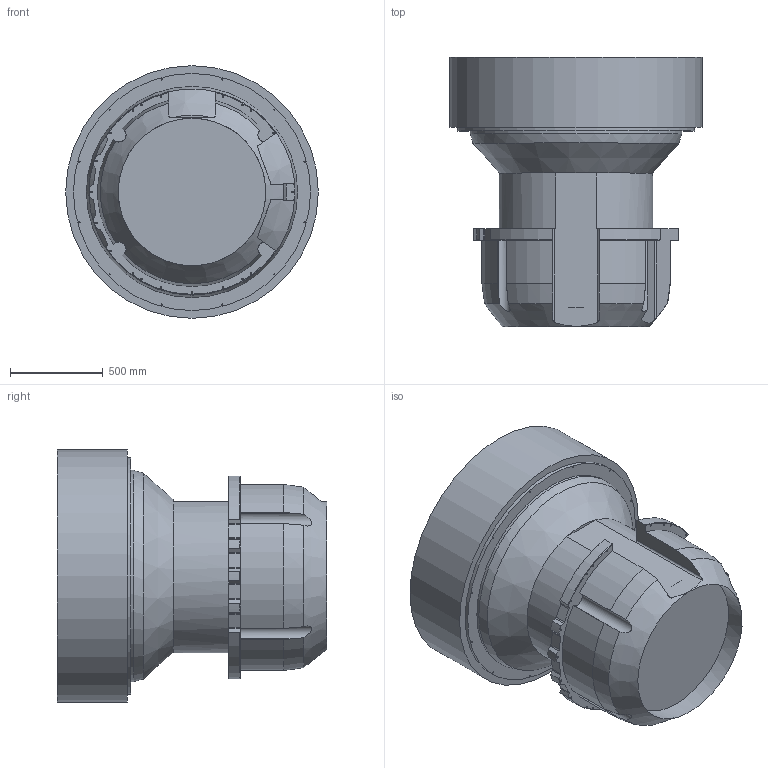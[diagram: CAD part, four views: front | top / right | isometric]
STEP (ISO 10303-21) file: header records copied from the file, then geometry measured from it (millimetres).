
FILE_DESCRIPTION(/* description */ (''),/* implementation_level */ '2;1');
FILE_NAME(/* name */ '10354752-1_A.stp',/* time_stamp */ '2012-12-07T10:28:35-08:00',/* author */ (''),/* organization */ (''),/* preprocessor_version */ 'ST-DEVELOPER v14',/* originating_system */ 'SIEMENS PLM Software NX 8.0',/* authorisation */ '');
FILE_SCHEMA (('CONFIG_CONTROL_DESIGN'));
Length unit declared in the file: millimetre
Products named in the file (1): 10354752-1_A
Bounding box: 1364 x 1455.4 x 1364 mm (x, y, z)
Volume: 1253714883.3 mm3; surface area: 8456083.9 mm2
Topology: 1 solids, 1 shells, 133 faces, 345 edges, 228 vertices
Faces by surface type: cylinder 67, plane 50, cone 9, revolution 7
Full cylindrical faces by diameter (mm): 6 x12, 9 x20, 797 x1, 1140 x1, 1280 x1, 1364 x1
Entity records: 4333 total; most frequent: CARTESIAN_POINT 1054, DIRECTION 655, ORIENTED_EDGE 602, EDGE_CURVE 301, AXIS2_PLACEMENT_3D 267, EDGE_LOOP 225, VERTEX_POINT 224, FACE_BOUND 140
